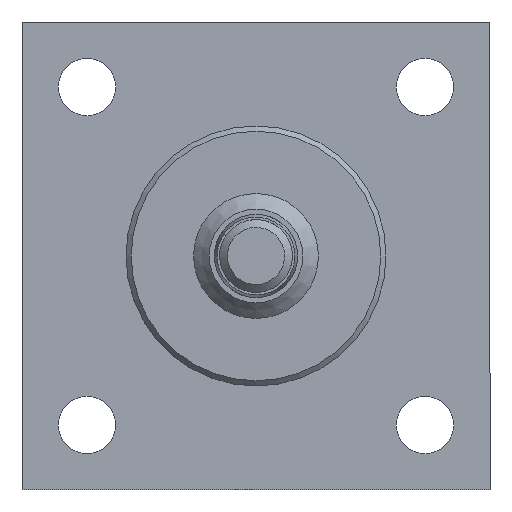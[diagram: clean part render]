
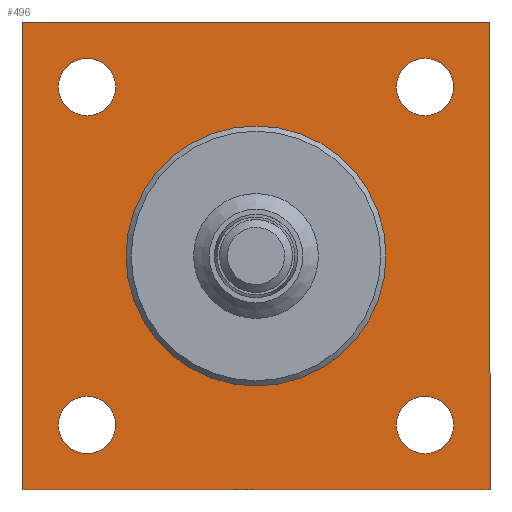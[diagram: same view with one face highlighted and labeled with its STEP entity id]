
A CAD part, front view. The second image highlights one B-rep face of the part: STEP entity #496.
In plain terms, the highlighted planar face has unit normal (0, -1, 0).
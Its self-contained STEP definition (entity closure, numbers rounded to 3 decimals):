
#144=CARTESIAN_POINT('',(38.,-233.5,-32.5));
#145=VERTEX_POINT('',#144);
#146=CARTESIAN_POINT('',(32.5,-233.5,-32.5));
#147=DIRECTION('',(0.0,1.0,0.0));
#148=DIRECTION('',(1.0,0.0,0.0));
#149=AXIS2_PLACEMENT_3D('',#146,#147,#148);
#150=CIRCLE('',#149,5.5);
#151=EDGE_CURVE('',#145,#145,#150,.T.);
#193=CARTESIAN_POINT('',(38.0,-233.5,32.5));
#194=VERTEX_POINT('',#193);
#195=CARTESIAN_POINT('',(32.5,-233.5,32.5));
#196=DIRECTION('',(0.0,1.0,0.0));
#197=DIRECTION('',(1.0,0.0,0.0));
#198=AXIS2_PLACEMENT_3D('',#195,#196,#197);
#199=CIRCLE('',#198,5.5);
#200=EDGE_CURVE('',#194,#194,#199,.T.);
#242=CARTESIAN_POINT('',(-27.,-233.5,-32.5));
#243=VERTEX_POINT('',#242);
#244=CARTESIAN_POINT('',(-32.5,-233.5,-32.5));
#245=DIRECTION('',(0.0,1.0,0.0));
#246=DIRECTION('',(1.0,0.0,0.0));
#247=AXIS2_PLACEMENT_3D('',#244,#245,#246);
#248=CIRCLE('',#247,5.5);
#249=EDGE_CURVE('',#243,#243,#248,.T.);
#291=CARTESIAN_POINT('',(-27.0,-233.5,32.5));
#292=VERTEX_POINT('',#291);
#293=CARTESIAN_POINT('',(-32.5,-233.5,32.5));
#294=DIRECTION('',(0.0,1.0,0.0));
#295=DIRECTION('',(1.0,0.0,0.0));
#296=AXIS2_PLACEMENT_3D('',#293,#294,#295);
#297=CIRCLE('',#296,5.5);
#298=EDGE_CURVE('',#292,#292,#297,.T.);
#318=CARTESIAN_POINT('',(-45.0,-233.5,-45.));
#319=VERTEX_POINT('',#318);
#326=CARTESIAN_POINT('',(-45.0,-233.5,45.));
#327=VERTEX_POINT('',#326);
#328=CARTESIAN_POINT('',(-45.0,-233.5,45.));
#329=DIRECTION('',(0.0,0.0,-1.0));
#330=VECTOR('',#329,90.0);
#331=LINE('',#328,#330);
#332=EDGE_CURVE('',#327,#319,#331,.T.);
#356=CARTESIAN_POINT('',(45.,-233.5,-45.));
#357=VERTEX_POINT('',#356);
#364=CARTESIAN_POINT('',(-45.0,-233.5,-45.));
#365=DIRECTION('',(1.0,0.0,0.0));
#366=VECTOR('',#365,90.);
#367=LINE('',#364,#366);
#368=EDGE_CURVE('',#319,#357,#367,.T.);
#387=CARTESIAN_POINT('',(45.0,-233.5,45.));
#388=VERTEX_POINT('',#387);
#395=CARTESIAN_POINT('',(45.,-233.5,-45.));
#396=DIRECTION('',(0.0,0.0,1.0));
#397=VECTOR('',#396,90.0);
#398=LINE('',#395,#397);
#399=EDGE_CURVE('',#357,#388,#398,.T.);
#417=CARTESIAN_POINT('',(45.0,-233.5,45.));
#418=DIRECTION('',(-1.0,0.0,0.0));
#419=VECTOR('',#418,90.0);
#420=LINE('',#417,#419);
#421=EDGE_CURVE('',#388,#327,#420,.T.);
#462=CARTESIAN_POINT('',(0.,-233.5,0.));
#463=DIRECTION('',(0.0,1.0,0.0));
#464=DIRECTION('',(0.0,0.0,1.0));
#465=AXIS2_PLACEMENT_3D('',#462,#463,#464);
#466=PLANE('',#465);
#467=ORIENTED_EDGE('',*,*,#421,.T.);
#468=ORIENTED_EDGE('',*,*,#332,.T.);
#469=ORIENTED_EDGE('',*,*,#368,.T.);
#470=ORIENTED_EDGE('',*,*,#399,.T.);
#471=EDGE_LOOP('',(#467,#468,#469,#470));
#472=FACE_OUTER_BOUND('',#471,.T.);
#473=ORIENTED_EDGE('',*,*,#151,.T.);
#474=EDGE_LOOP('',(#473));
#475=FACE_BOUND('',#474,.T.);
#476=ORIENTED_EDGE('',*,*,#200,.T.);
#477=EDGE_LOOP('',(#476));
#478=FACE_BOUND('',#477,.T.);
#479=ORIENTED_EDGE('',*,*,#249,.T.);
#480=EDGE_LOOP('',(#479));
#481=FACE_BOUND('',#480,.T.);
#482=ORIENTED_EDGE('',*,*,#298,.T.);
#483=EDGE_LOOP('',(#482));
#484=FACE_BOUND('',#483,.T.);
#485=CARTESIAN_POINT('',(25.0,-233.5,0.));
#486=VERTEX_POINT('',#485);
#487=CARTESIAN_POINT('',(0.0,-233.5,0.));
#488=DIRECTION('',(0.0,-1.0,0.0));
#489=DIRECTION('',(0.0,0.0,1.0));
#490=AXIS2_PLACEMENT_3D('',#487,#488,#489);
#491=CIRCLE('',#490,25.);
#492=EDGE_CURVE('',#486,#486,#491,.T.);
#493=ORIENTED_EDGE('',*,*,#492,.F.);
#494=EDGE_LOOP('',(#493));
#495=FACE_BOUND('',#494,.T.);
#496=ADVANCED_FACE('',(#472,#475,#478,#481,#484,#495),#466,.F.);
